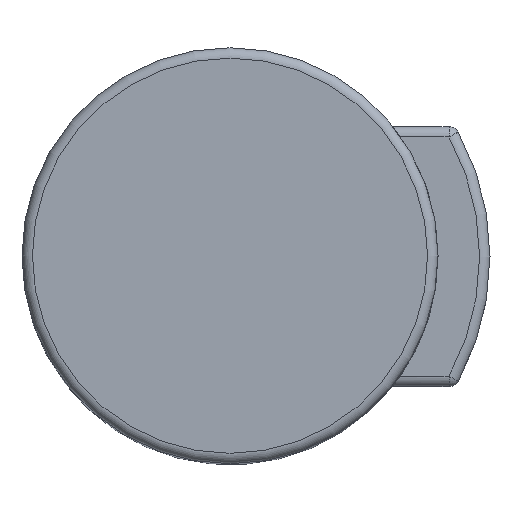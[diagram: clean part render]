
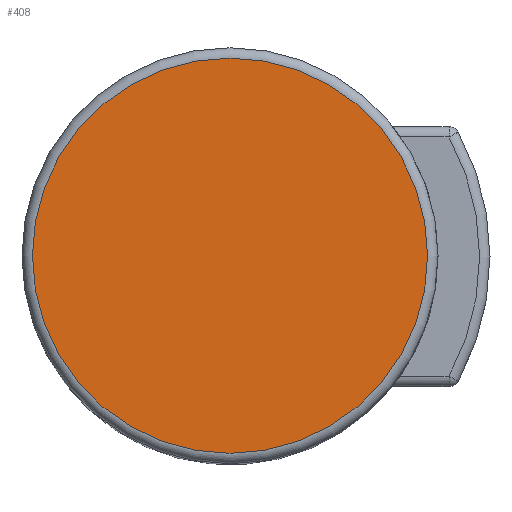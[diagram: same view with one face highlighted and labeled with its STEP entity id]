
A CAD part, top view. The second image highlights one B-rep face of the part: STEP entity #408.
In plain terms, the highlighted planar face has unit normal (0, 0, 1).
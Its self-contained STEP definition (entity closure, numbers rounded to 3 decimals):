
#21=PLANE('',#468);
#132=FACE_OUTER_BOUND('',#159,.T.);
#159=EDGE_LOOP('',(#337));
#187=CIRCLE('',#463,1.9);
#208=VERTEX_POINT('',#683);
#252=EDGE_CURVE('',#208,#208,#187,.T.);
#337=ORIENTED_EDGE('',*,*,#252,.F.);
#408=ADVANCED_FACE('',(#132),#21,.T.);
#463=AXIS2_PLACEMENT_3D('',#684,#544,#545);
#468=AXIS2_PLACEMENT_3D('',#692,#556,#557);
#544=DIRECTION('center_axis',(0.,0.,-1.));
#545=DIRECTION('ref_axis',(1.,0.,0.));
#556=DIRECTION('center_axis',(0.,0.,1.));
#557=DIRECTION('ref_axis',(1.,0.,0.));
#683=CARTESIAN_POINT('',(-1.9,0.,6.));
#684=CARTESIAN_POINT('Origin',(0.,0.,6.));
#692=CARTESIAN_POINT('Origin',(0.,0.,6.));
